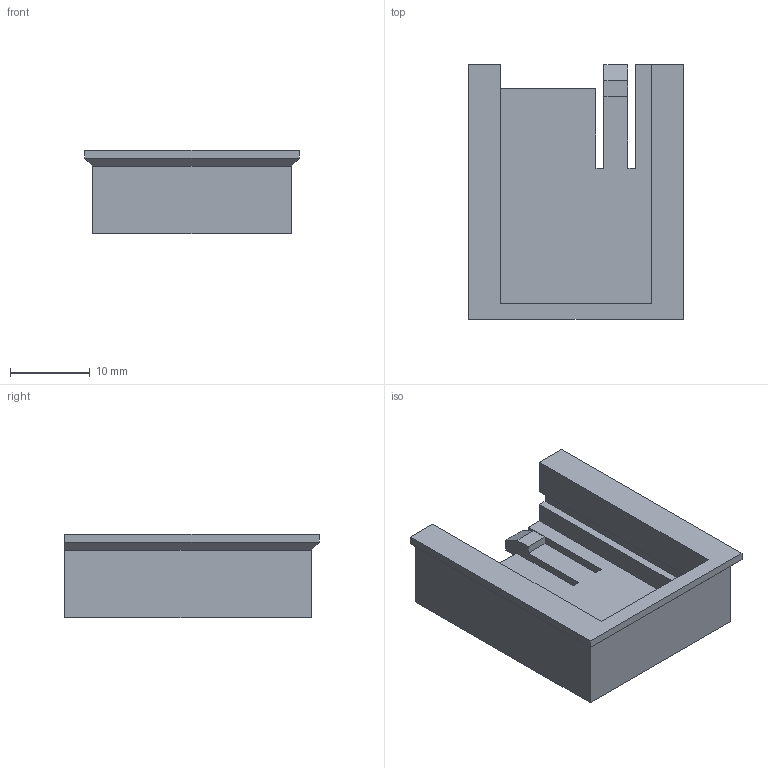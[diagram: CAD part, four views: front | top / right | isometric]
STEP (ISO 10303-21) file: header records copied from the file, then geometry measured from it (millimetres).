
FILE_DESCRIPTION (( 'STEP AP214' ), '1' );
FILE_NAME ('skm53_holder.step', '2020-01-14T03:04:24', ( '' ), ( '' ), 'SwSTEP 2.0', 'SolidWorks 2018', '' );
FILE_SCHEMA (( 'AUTOMOTIVE_DESIGN' ));
Length unit declared in the file: millimetre
Products named in the file (1): skm53_holder
Bounding box: 27 x 32 x 10.5 mm (x, y, z)
Volume: 2954.7 mm3; surface area: 3443.4 mm2
Topology: 1 solids, 1 shells, 36 faces, 98 edges, 64 vertices
Faces by surface type: plane 36
Entity records: 1144 total; most frequent: CARTESIAN_POINT 199, ORIENTED_EDGE 196, DIRECTION 172, VECTOR 98, EDGE_CURVE 98, LINE 98, VERTEX_POINT 64, AXIS2_PLACEMENT_3D 37
